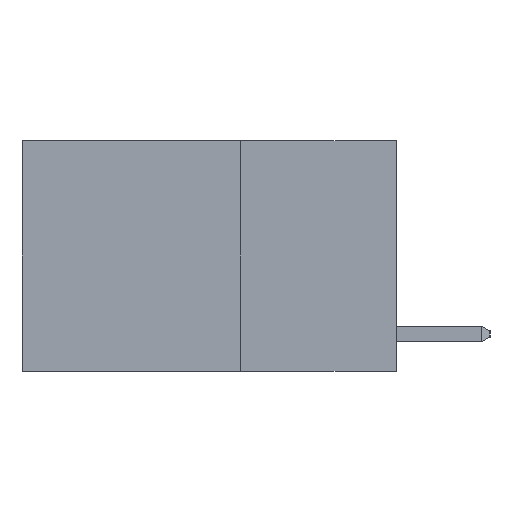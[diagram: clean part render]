
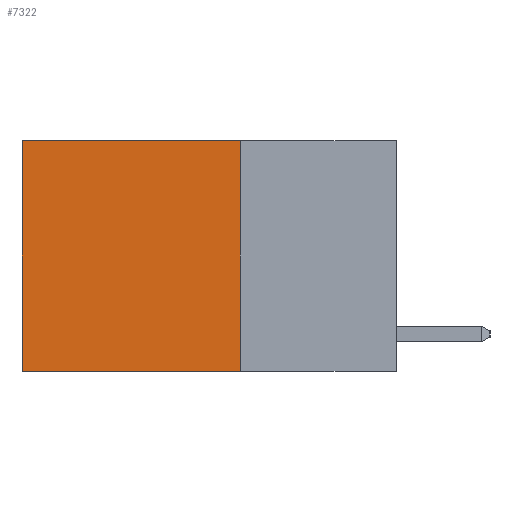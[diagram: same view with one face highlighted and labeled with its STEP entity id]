
A CAD part, left-side view. The second image highlights one B-rep face of the part: STEP entity #7322.
In plain terms, the highlighted planar face has unit normal (-1, 0, 0).
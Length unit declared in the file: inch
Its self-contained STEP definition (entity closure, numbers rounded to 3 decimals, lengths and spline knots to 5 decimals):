
#180 = LINE ( 'NONE', #3817, #5122 ) ;
#801 = PLANE ( 'NONE',  #6100 ) ;
#1108 = ORIENTED_EDGE ( 'NONE', *, *, #4189, .F. ) ;
#1130 = DIRECTION ( 'NONE',  ( 0., 1., 0. ) ) ;
#1616 = FACE_OUTER_BOUND ( 'NONE', #5958, .T. ) ;
#1837 = VERTEX_POINT ( 'NONE', #4026 ) ;
#2130 = CARTESIAN_POINT ( 'NONE',  ( 0.2625, 0.25, 0. ) ) ;
#2713 = CARTESIAN_POINT ( 'NONE',  ( 0.2625, 0.25, 0. ) ) ;
#2783 = VECTOR ( 'NONE', #1130, 39.37008 ) ;
#2791 = LINE ( 'NONE', #2713, #7452 ) ;
#3307 = VERTEX_POINT ( 'NONE', #5459 ) ;
#3357 = DIRECTION ( 'NONE',  ( 0., 0., -1. ) ) ;
#3416 = CARTESIAN_POINT ( 'NONE',  ( 0.2625, 0.6, 0. ) ) ;
#3433 = DIRECTION ( 'NONE',  ( 0., 0., -1. ) ) ;
#3473 = CARTESIAN_POINT ( 'NONE',  ( 0.2625, 0.6, -0.37 ) ) ;
#3796 = VECTOR ( 'NONE', #4933, 39.37008 ) ;
#3817 = CARTESIAN_POINT ( 'NONE',  ( 0.2625, 0.6, 0. ) ) ;
#3867 = EDGE_CURVE ( 'NONE', #3307, #6726, #4192, .T. ) ;
#4026 = CARTESIAN_POINT ( 'NONE',  ( 0.2625, 0.25, -0.37 ) ) ;
#4189 = EDGE_CURVE ( 'NONE', #3307, #1837, #2791, .T. ) ;
#4192 = LINE ( 'NONE', #6135, #3796 ) ;
#4256 = LINE ( 'NONE', #7339, #2783 ) ;
#4307 = ORIENTED_EDGE ( 'NONE', *, *, #5361, .T. ) ;
#4933 = DIRECTION ( 'NONE',  ( 0., 1., 0. ) ) ;
#5122 = VECTOR ( 'NONE', #5646, 39.37008 ) ;
#5247 = EDGE_CURVE ( 'NONE', #1837, #6155, #4256, .T. ) ;
#5361 = EDGE_CURVE ( 'NONE', #6726, #6155, #180, .T. ) ;
#5459 = CARTESIAN_POINT ( 'NONE',  ( 0.2625, 0.25, 0. ) ) ;
#5646 = DIRECTION ( 'NONE',  ( 0., 0., -1. ) ) ;
#5958 = EDGE_LOOP ( 'NONE', ( #4307, #7500, #1108, #7685 ) ) ;
#6100 = AXIS2_PLACEMENT_3D ( 'NONE', #2130, #7065, #3433 ) ;
#6135 = CARTESIAN_POINT ( 'NONE',  ( 0.2625, 0.25, 0. ) ) ;
#6155 = VERTEX_POINT ( 'NONE', #3473 ) ;
#6726 = VERTEX_POINT ( 'NONE', #3416 ) ;
#7065 = DIRECTION ( 'NONE',  ( 1., 0., 0. ) ) ;
#7322 = ADVANCED_FACE ( 'NONE', ( #1616 ), #801, .F. ) ;
#7339 = CARTESIAN_POINT ( 'NONE',  ( 0.2625, 0.25, -0.37 ) ) ;
#7452 = VECTOR ( 'NONE', #3357, 39.37008 ) ;
#7500 = ORIENTED_EDGE ( 'NONE', *, *, #5247, .F. ) ;
#7685 = ORIENTED_EDGE ( 'NONE', *, *, #3867, .T. ) ;
